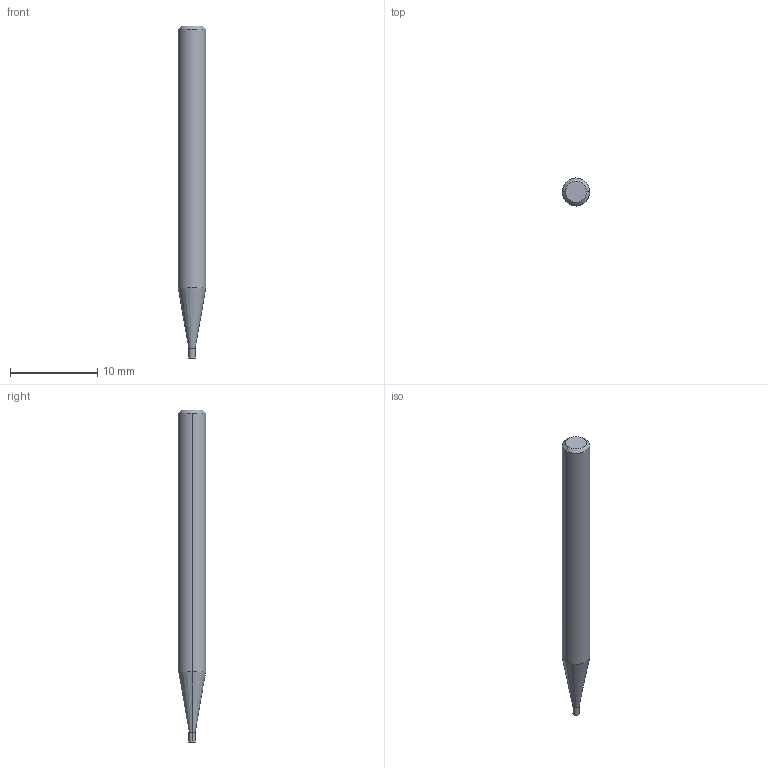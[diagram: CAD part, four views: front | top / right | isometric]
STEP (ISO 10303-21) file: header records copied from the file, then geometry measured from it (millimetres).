
FILE_DESCRIPTION (( 'STEP AP214' ), '1' );
FILE_NAME ('Micro_SME-028-2X.STEP', '2021-09-02T11:28:32', ( '' ), ( '' ), 'SwSTEP 2.0', 'SolidWorks 2020', '' );
FILE_SCHEMA (( 'AUTOMOTIVE_DESIGN' ));
Length unit declared in the file: inch
Products named in the file (1): Micro_SME-028-2X
Bounding box: 3.17 x 3.17 x 38.1 mm (x, y, z)
Volume: 261.1 mm3; surface area: 351.3 mm2
Topology: 1 solids, 1 shells, 10 faces, 18 edges, 10 vertices
Faces by surface type: cylinder 4, cone 4, plane 2
Entity records: 284 total; most frequent: DIRECTION 50, CARTESIAN_POINT 39, ORIENTED_EDGE 36, AXIS2_PLACEMENT_3D 21, EDGE_CURVE 18, FACE_OUTER_BOUND 10, VERTEX_POINT 10, ADVANCED_FACE 10
